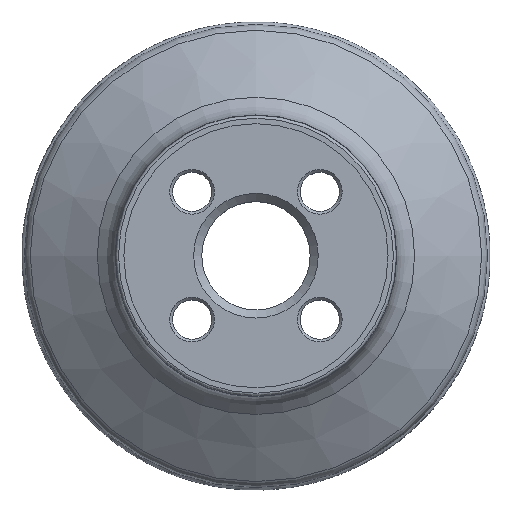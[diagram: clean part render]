
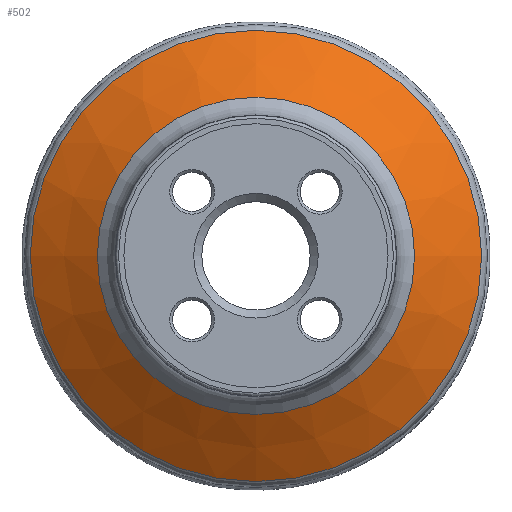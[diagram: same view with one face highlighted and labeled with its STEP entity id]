
A CAD part, top view. The second image highlights one B-rep face of the part: STEP entity #502.
In plain terms, the highlighted conical face has half-angle 55.823 degrees and reference radius 85.5 mm.
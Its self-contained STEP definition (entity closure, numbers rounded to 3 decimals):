
#102=CONICAL_SURFACE('',#876,85.5,55.823);
#158=EDGE_LOOP('',(#272));
#159=EDGE_LOOP('',(#273));
#272=ORIENTED_EDGE('',*,*,#385,.T.);
#273=ORIENTED_EDGE('',*,*,#386,.T.);
#385=EDGE_CURVE('',#685,#685,#442,.T.);
#386=EDGE_CURVE('',#686,#686,#443,.T.);
#442=CIRCLE('',#874,83.309);
#443=CIRCLE('',#875,58.574);
#502=ADVANCED_FACE('SU_5',(#570,#571),#102,.T.);
#570=FACE_BOUND('',#158,.T.);
#571=FACE_BOUND('',#159,.T.);
#685=VERTEX_POINT('',#9876);
#686=VERTEX_POINT('',#9878);
#874=AXIS2_PLACEMENT_3D('',#9875,#1041,#1042);
#875=AXIS2_PLACEMENT_3D('',#9877,#1043,#1044);
#876=AXIS2_PLACEMENT_3D('',#9879,#1045,#1046);
#1041=DIRECTION('',(0.,0.,1.));
#1042=DIRECTION('',(1.,0.,0.));
#1043=DIRECTION('',(0.,0.,-1.));
#1044=DIRECTION('',(-1.,0.,0.));
#1045=DIRECTION('',(0.,0.,-1.));
#1046=DIRECTION('',(-1.,0.,0.));
#9875=CARTESIAN_POINT('',(0.,0.,-43.864));
#9876=CARTESIAN_POINT('',(83.309,0.,-43.864));
#9877=CARTESIAN_POINT('',(0.,0.,-27.068));
#9878=CARTESIAN_POINT('',(-58.574,0.,-27.068));
#9879=CARTESIAN_POINT('',(0.,0.,-45.351));
